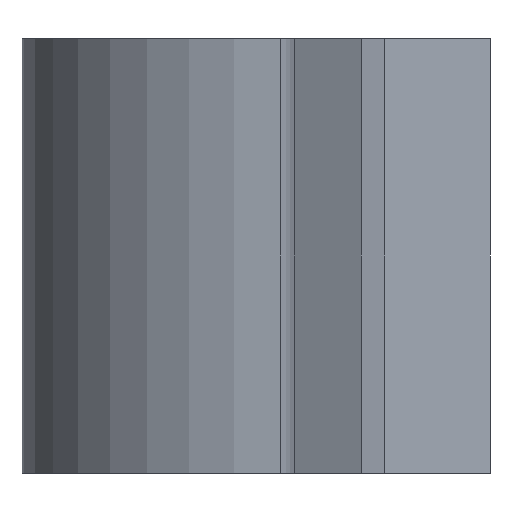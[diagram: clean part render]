
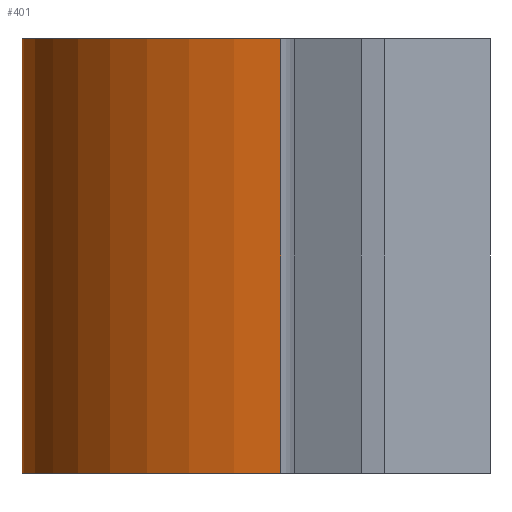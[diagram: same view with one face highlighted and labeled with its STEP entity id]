
A CAD part, left-side view. The second image highlights one B-rep face of the part: STEP entity #401.
In plain terms, the highlighted cylindrical face has radius 9 mm (diameter 18 mm), a partial arc.
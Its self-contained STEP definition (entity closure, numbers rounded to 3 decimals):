
#2 = DIRECTION ( 'NONE',  ( 0., 0., 1. ) ) ;
#9 = FACE_OUTER_BOUND ( 'NONE', #918, .T. ) ;
#107 = DIRECTION ( 'NONE',  ( 0., 0., -1. ) ) ;
#138 = AXIS2_PLACEMENT_3D ( 'NONE', #581, #1146, #672 ) ;
#250 = ORIENTED_EDGE ( 'NONE', *, *, #845, .T. ) ;
#291 = CARTESIAN_POINT ( 'NONE',  ( -18.5, 6.1, -7. ) ) ;
#301 = AXIS2_PLACEMENT_3D ( 'NONE', #291, #2, #582 ) ;
#309 = EDGE_CURVE ( 'NONE', #1212, #1138, #818, .T. ) ;
#379 = EDGE_CURVE ( 'NONE', #533, #1138, #512, .T. ) ;
#387 = CYLINDRICAL_SURFACE ( 'NONE', #419, 9. ) ;
#401 = ADVANCED_FACE ( 'NONE', ( #9 ), #387, .T. ) ;
#419 = AXIS2_PLACEMENT_3D ( 'NONE', #650, #107, #482 ) ;
#452 = ORIENTED_EDGE ( 'NONE', *, *, #309, .F. ) ;
#464 = VECTOR ( 'NONE', #935, 1000. ) ;
#482 = DIRECTION ( 'NONE',  ( -1., 0., 0. ) ) ;
#512 = CIRCLE ( 'NONE', #301, 9. ) ;
#533 = VERTEX_POINT ( 'NONE', #793 ) ;
#554 = CARTESIAN_POINT ( 'NONE',  ( -9.5, 6.1, 7. ) ) ;
#581 = CARTESIAN_POINT ( 'NONE',  ( -18.5, 6.1, 7. ) ) ;
#582 = DIRECTION ( 'NONE',  ( 1., 0., 0. ) ) ;
#625 = CARTESIAN_POINT ( 'NONE',  ( -27.477, 6.743, 7. ) ) ;
#650 = CARTESIAN_POINT ( 'NONE',  ( -18.5, 6.1, 7. ) ) ;
#672 = DIRECTION ( 'NONE',  ( 1., 0., 0. ) ) ;
#776 = CARTESIAN_POINT ( 'NONE',  ( -9.5, 6.1, 7. ) ) ;
#793 = CARTESIAN_POINT ( 'NONE',  ( -9.5, 6.1, -7. ) ) ;
#818 = LINE ( 'NONE', #625, #1077 ) ;
#835 = CARTESIAN_POINT ( 'NONE',  ( -27.477, 6.743, 7. ) ) ;
#841 = ORIENTED_EDGE ( 'NONE', *, *, #379, .T. ) ;
#845 = EDGE_CURVE ( 'NONE', #1074, #533, #1121, .T. ) ;
#895 = EDGE_CURVE ( 'NONE', #1074, #1212, #1064, .T. ) ;
#918 = EDGE_LOOP ( 'NONE', ( #841, #452, #930, #250 ) ) ;
#930 = ORIENTED_EDGE ( 'NONE', *, *, #895, .F. ) ;
#935 = DIRECTION ( 'NONE',  ( 0., 0., -1. ) ) ;
#1064 = CIRCLE ( 'NONE', #138, 9. ) ;
#1074 = VERTEX_POINT ( 'NONE', #776 ) ;
#1077 = VECTOR ( 'NONE', #1211, 1000. ) ;
#1094 = CARTESIAN_POINT ( 'NONE',  ( -27.477, 6.743, -7. ) ) ;
#1121 = LINE ( 'NONE', #554, #464 ) ;
#1138 = VERTEX_POINT ( 'NONE', #1094 ) ;
#1146 = DIRECTION ( 'NONE',  ( 0., 0., 1. ) ) ;
#1211 = DIRECTION ( 'NONE',  ( 0., 0., -1. ) ) ;
#1212 = VERTEX_POINT ( 'NONE', #835 ) ;
